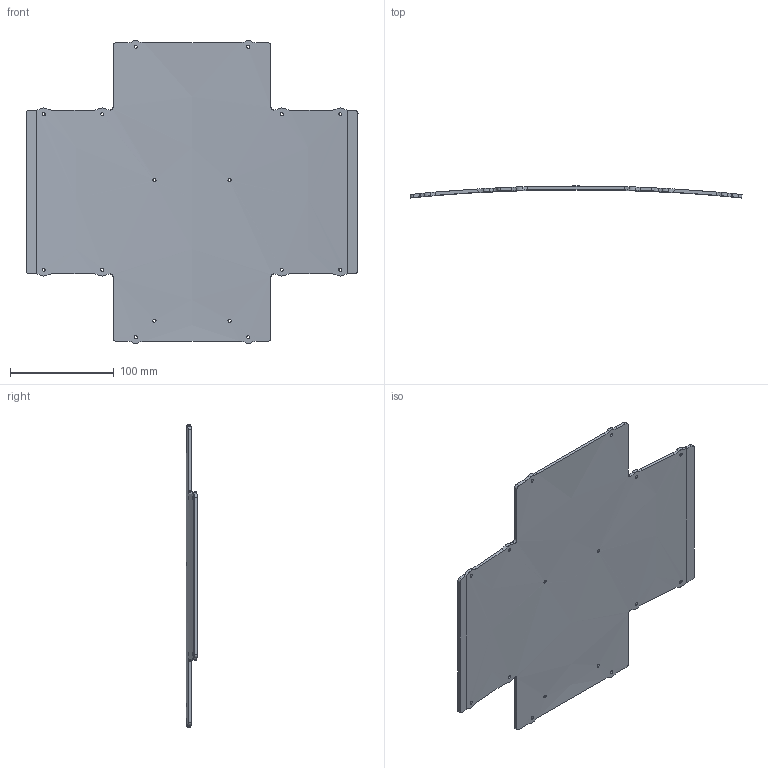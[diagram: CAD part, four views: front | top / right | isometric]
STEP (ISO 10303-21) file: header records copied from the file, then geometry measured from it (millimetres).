
FILE_DESCRIPTION (( 'STEP AP203' ), '1' );
FILE_NAME ('minitaur-chassis-bottom-panel_Default_sldprt.STEP', '2016-11-29T01:07:05', ( 'Alexander' ), ( '' ), 'SwSTEP 2.0', 'SolidWorks 2015', '' );
FILE_SCHEMA (( 'CONFIG_CONTROL_DESIGN' ));
Length unit declared in the file: millimetre
Products named in the file (1): minitaur-chassis-bottom-panel_Default_sldprt
Bounding box: 320.08 x 11.36 x 292 mm (x, y, z)
Volume: 223652 mm3; surface area: 145203.7 mm2
Topology: 1 solids, 1 shells, 110 faces, 316 edges, 208 vertices
Faces by surface type: cylinder 56, bspline 38, plane 16
Entity records: 9965 total; most frequent: CARTESIAN_POINT 7657, ORIENTED_EDGE 632, EDGE_CURVE 316, B_SPLINE_CURVE_WITH_KNOTS 304, VERTEX_POINT 208, DIRECTION 166, EDGE_LOOP 142, ADVANCED_FACE 110
